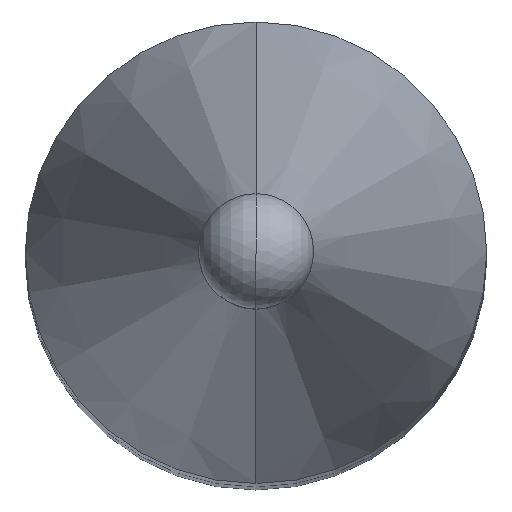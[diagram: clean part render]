
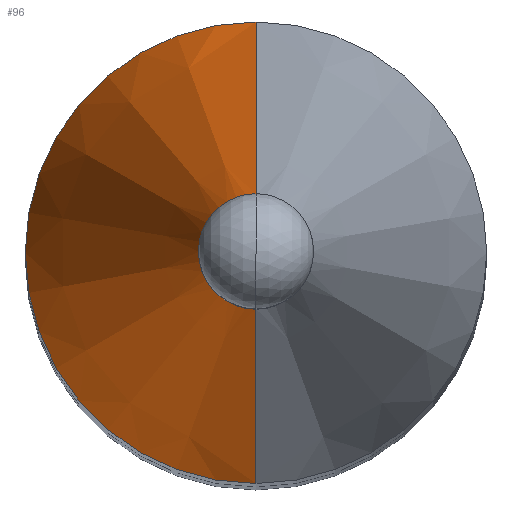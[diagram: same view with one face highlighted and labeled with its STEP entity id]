
A CAD part, top view. The second image highlights one B-rep face of the part: STEP entity #96.
In plain terms, the highlighted conical face has half-angle 15 degrees and reference radius 0.396 mm.
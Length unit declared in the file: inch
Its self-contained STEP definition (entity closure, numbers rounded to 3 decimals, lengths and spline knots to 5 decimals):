
#64 = DIRECTION ( 'NONE',  ( 0., 0., 1. ) ) ;
#96 = ADVANCED_FACE ( 'NONE', ( #187 ), #459, .T. ) ;
#97 = CARTESIAN_POINT ( 'NONE',  ( 0., 0., -0.072 ) ) ;
#135 = VECTOR ( 'NONE', #458, 39.37008 ) ;
#187 = FACE_OUTER_BOUND ( 'NONE', #786, .T. ) ;
#236 = DIRECTION ( 'NONE',  ( 0., -1., 0. ) ) ;
#242 = LINE ( 'NONE', #580, #378 ) ;
#315 = CARTESIAN_POINT ( 'NONE',  ( 0., 0., -0.072 ) ) ;
#323 = DIRECTION ( 'NONE',  ( 0., 0., 1. ) ) ;
#378 = VECTOR ( 'NONE', #929, 39.37008 ) ;
#383 = ORIENTED_EDGE ( 'NONE', *, *, #658, .F. ) ;
#404 = ORIENTED_EDGE ( 'NONE', *, *, #492, .F. ) ;
#419 = ORIENTED_EDGE ( 'NONE', *, *, #683, .T. ) ;
#427 = VERTEX_POINT ( 'NONE', #895 ) ;
#440 = DIRECTION ( 'NONE',  ( 0., -1., 0. ) ) ;
#458 = DIRECTION ( 'NONE',  ( 0., -0.259, -0.966 ) ) ;
#459 = CONICAL_SURFACE ( 'NONE', #753, 0.0156, 0.262 ) ;
#474 = ORIENTED_EDGE ( 'NONE', *, *, #565, .T. ) ;
#492 = EDGE_CURVE ( 'NONE', #427, #904, #813, .T. ) ;
#544 = AXIS2_PLACEMENT_3D ( 'NONE', #315, #323, #236 ) ;
#565 = EDGE_CURVE ( 'NONE', #1096, #904, #620, .T. ) ;
#566 = DIRECTION ( 'NONE',  ( 0., -1., 0. ) ) ;
#580 = CARTESIAN_POINT ( 'NONE',  ( 0., 0.0156, -0.072 ) ) ;
#609 = CARTESIAN_POINT ( 'NONE',  ( 0., 0.0625, -0.24703 ) ) ;
#620 = CIRCLE ( 'NONE', #695, 0.0625 ) ;
#658 = EDGE_CURVE ( 'NONE', #1040, #427, #1049, .T. ) ;
#683 = EDGE_CURVE ( 'NONE', #1040, #1096, #242, .T. ) ;
#695 = AXIS2_PLACEMENT_3D ( 'NONE', #737, #64, #566 ) ;
#737 = CARTESIAN_POINT ( 'NONE',  ( 0., 0., -0.24703 ) ) ;
#753 = AXIS2_PLACEMENT_3D ( 'NONE', #97, #790, #440 ) ;
#786 = EDGE_LOOP ( 'NONE', ( #383, #419, #474, #404 ) ) ;
#790 = DIRECTION ( 'NONE',  ( 0., 0., -1. ) ) ;
#813 = LINE ( 'NONE', #1057, #135 ) ;
#875 = CARTESIAN_POINT ( 'NONE',  ( 0., 0.0156, -0.072 ) ) ;
#895 = CARTESIAN_POINT ( 'NONE',  ( 0., -0.0156, -0.072 ) ) ;
#904 = VERTEX_POINT ( 'NONE', #954 ) ;
#929 = DIRECTION ( 'NONE',  ( 0., 0.259, -0.966 ) ) ;
#954 = CARTESIAN_POINT ( 'NONE',  ( 0., -0.0625, -0.24703 ) ) ;
#1040 = VERTEX_POINT ( 'NONE', #875 ) ;
#1049 = CIRCLE ( 'NONE', #544, 0.0156 ) ;
#1057 = CARTESIAN_POINT ( 'NONE',  ( 0., -0.0156, -0.072 ) ) ;
#1096 = VERTEX_POINT ( 'NONE', #609 ) ;
